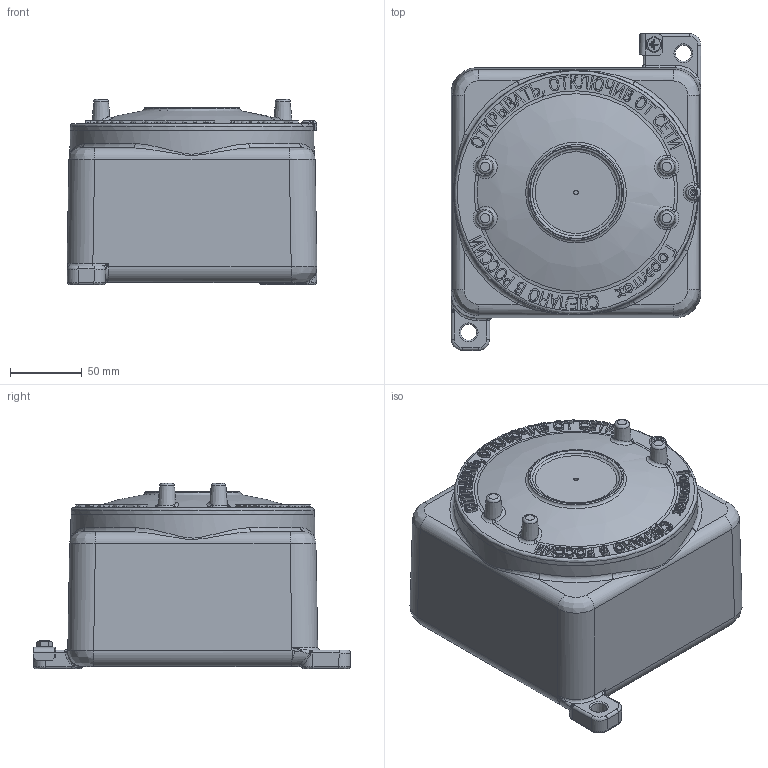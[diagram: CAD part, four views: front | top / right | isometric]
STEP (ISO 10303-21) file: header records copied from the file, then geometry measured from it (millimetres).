
FILE_DESCRIPTION((''),'2;1');
FILE_NAME('ЩОРВА171712.stp','2019-05-17T13:42:10',('L.A.Ronzhin'),(''),'Autodesk Inventor 2012','Autodesk Inventor 2012','');
FILE_SCHEMA(('CONFIG_CONTROL_DESIGN'));
Length unit declared in the file: millimetre
Products named in the file (1): ЩОРВА171712
Bounding box: 174.61 x 221.48 x 129.5 mm (x, y, z)
Volume: 3279969.4 mm3; surface area: 137285.1 mm2
Topology: 1 solids, 1 shells, 948 faces, 2504 edges, 1627 vertices
Faces by surface type: plane 482, bspline 370, cylinder 56, torus 27, cone 12, sphere 1
Full cylindrical faces by diameter (mm): 3 x1, 4.1 x1, 4.9 x1, 7.9 x1
Entity records: 34386 total; most frequent: CARTESIAN_POINT 12448, ORIENTED_EDGE 4922, DIRECTION 3167, EDGE_CURVE 2461, VERTEX_POINT 1614, VECTOR 1491, LINE 1491, EDGE_LOOP 1051
